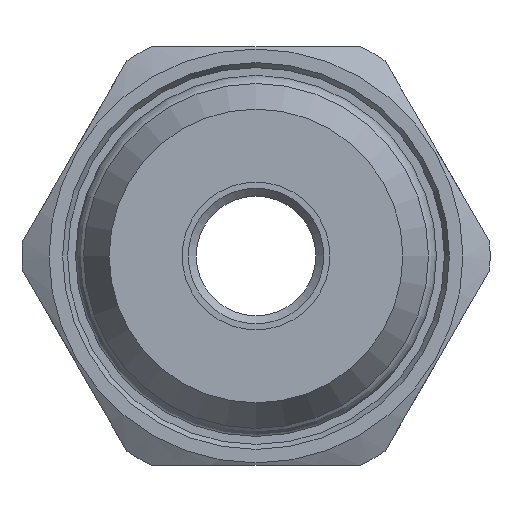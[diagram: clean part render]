
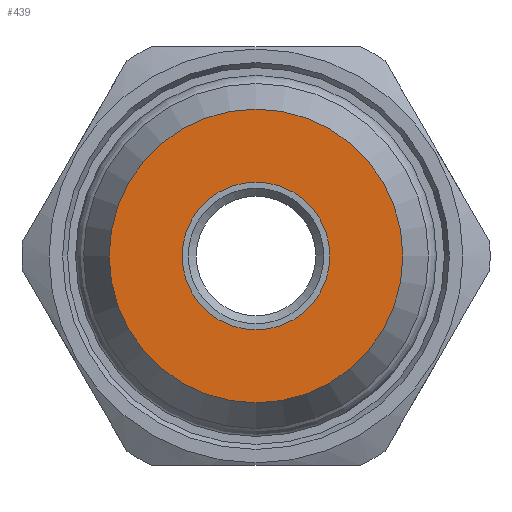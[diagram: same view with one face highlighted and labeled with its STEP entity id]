
A CAD part, front view. The second image highlights one B-rep face of the part: STEP entity #439.
In plain terms, the highlighted planar face has unit normal (0, -1, 0).
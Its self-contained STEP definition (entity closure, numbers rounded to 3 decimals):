
#439 = ADVANCED_FACE( 'NONE', ( #959, #960 ), #961, .T. );
#959 = FACE_OUTER_BOUND( '', #2958, .T. );
#960 = FACE_BOUND( '', #2959, .T. );
#961 = PLANE( '', #2960 );
#2958 = EDGE_LOOP( '', ( #4850 ) );
#2959 = EDGE_LOOP( '', ( #4851 ) );
#2960 = AXIS2_PLACEMENT_3D( '', #4852, #4853, #4854 );
#4850 = ORIENTED_EDGE( '', *, *, #5764, .T. );
#4851 = ORIENTED_EDGE( '', *, *, #5765, .F. );
#4852 = CARTESIAN_POINT( '', ( 0., 0., 0. ) );
#4853 = DIRECTION( '', ( 0., -1., 0. ) );
#4854 = DIRECTION( '', ( 0., 0., -1. ) );
#5764 = EDGE_CURVE( 'NONE', #6657, #6657, #6658, .T. );
#5765 = EDGE_CURVE( 'NONE', #6659, #6659, #6660, .T. );
#6657 = VERTEX_POINT( '', #9799 );
#6658 = CIRCLE( '', #9800, 5.961 );
#6659 = VERTEX_POINT( '', #9801 );
#6660 = CIRCLE( '', #9802, 3. );
#9799 = CARTESIAN_POINT( '', ( 0., 0., -5.961 ) );
#9800 = AXIS2_PLACEMENT_3D( '', #10397, #10398, #10399 );
#9801 = CARTESIAN_POINT( '', ( 0., 0., -3. ) );
#9802 = AXIS2_PLACEMENT_3D( '', #10400, #10401, #10402 );
#10397 = CARTESIAN_POINT( '', ( 0., 0., 0. ) );
#10398 = DIRECTION( '', ( 0., -1., 0. ) );
#10399 = DIRECTION( '', ( 0., 0., -1. ) );
#10400 = CARTESIAN_POINT( '', ( 0., 0., 0. ) );
#10401 = DIRECTION( '', ( 0., -1., 0. ) );
#10402 = DIRECTION( '', ( 0., 0., -1. ) );
